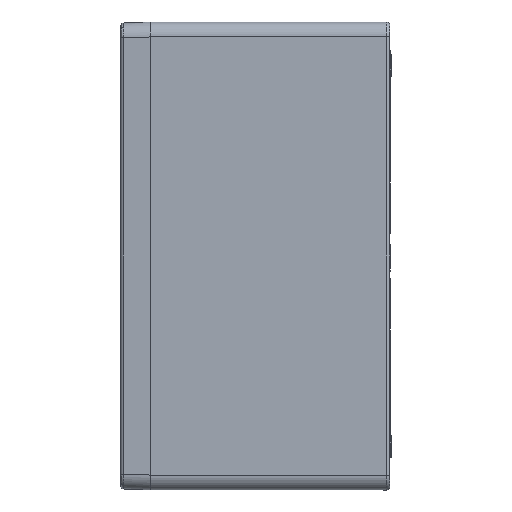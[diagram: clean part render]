
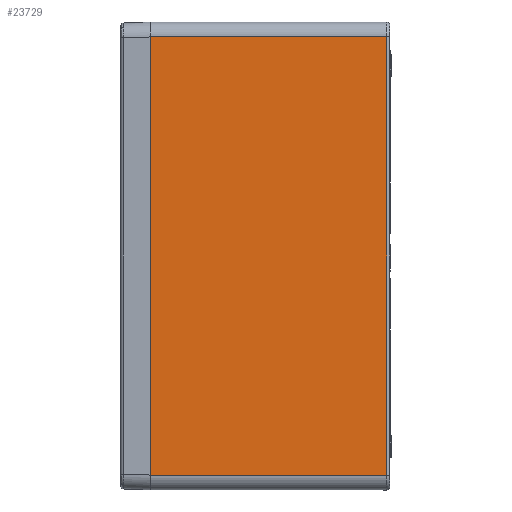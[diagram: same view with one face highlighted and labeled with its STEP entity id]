
A CAD part, left-side view. The second image highlights one B-rep face of the part: STEP entity #23729.
In plain terms, the highlighted planar face has unit normal (-1, 0, 0).
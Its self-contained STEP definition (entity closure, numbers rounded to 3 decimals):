
#1893=PLANE('',#25655);
#3130=LINE('',#57990,#4895);
#3145=LINE('',#58410,#4910);
#3146=LINE('',#58412,#4911);
#3147=LINE('',#58413,#4912);
#4895=VECTOR('',#29559,1000.);
#4910=VECTOR('',#29582,1000.);
#4911=VECTOR('',#29583,1000.);
#4912=VECTOR('',#29584,1000.);
#7098=FACE_OUTER_BOUND('',#8835,.T.);
#8835=EDGE_LOOP('',(#19664,#19665,#19666,#19667));
#11735=VERTEX_POINT('',#57987);
#11736=VERTEX_POINT('',#57989);
#11765=VERTEX_POINT('',#58409);
#11766=VERTEX_POINT('',#58411);
#14548=EDGE_CURVE('',#11735,#11736,#3130,.T.);
#14578=EDGE_CURVE('',#11735,#11765,#3145,.T.);
#14579=EDGE_CURVE('',#11765,#11766,#3146,.T.);
#14580=EDGE_CURVE('',#11766,#11736,#3147,.T.);
#19664=ORIENTED_EDGE('',*,*,#14578,.T.);
#19665=ORIENTED_EDGE('',*,*,#14579,.T.);
#19666=ORIENTED_EDGE('',*,*,#14580,.T.);
#19667=ORIENTED_EDGE('',*,*,#14548,.F.);
#23729=ADVANCED_FACE('',(#7098),#1893,.T.);
#25655=AXIS2_PLACEMENT_3D('',#58408,#29580,#29581);
#29559=DIRECTION('',(0.,0.,1.));
#29580=DIRECTION('center_axis',(-1.,0.,0.));
#29581=DIRECTION('ref_axis',(0.,0.,1.));
#29582=DIRECTION('',(0.,-1.,0.));
#29583=DIRECTION('',(0.,0.,1.));
#29584=DIRECTION('',(0.,1.,0.));
#57987=CARTESIAN_POINT('',(-202.,0.,-146.5));
#57989=CARTESIAN_POINT('',(-202.,0.,146.5));
#57990=CARTESIAN_POINT('',(-202.,0.,-156.5));
#58408=CARTESIAN_POINT('Origin',(-202.,-160.,-156.5));
#58409=CARTESIAN_POINT('',(-202.,-158.,-146.5));
#58410=CARTESIAN_POINT('',(-202.,-160.,-146.5));
#58411=CARTESIAN_POINT('',(-202.,-158.,146.5));
#58412=CARTESIAN_POINT('',(-202.,-158.,146.5));
#58413=CARTESIAN_POINT('',(-202.,-160.,146.5));
